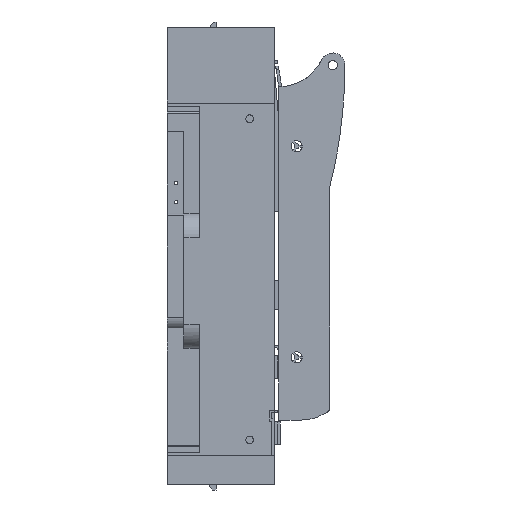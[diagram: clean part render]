
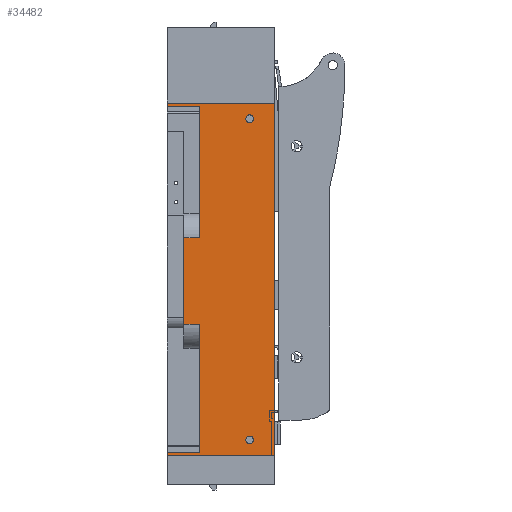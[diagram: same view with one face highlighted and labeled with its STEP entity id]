
A CAD part, left-side view. The second image highlights one B-rep face of the part: STEP entity #34482.
In plain terms, the highlighted planar face has unit normal (-1, 0, 0).
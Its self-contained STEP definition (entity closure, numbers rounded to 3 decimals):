
#33015=AXIS2_PLACEMENT_3D('Circle Axis2P3D',#33013,#33014,$) ;
#33057=AXIS2_PLACEMENT_3D('Circle Axis2P3D',#33055,#33056,$) ;
#33090=AXIS2_PLACEMENT_3D('Circle Axis2P3D',#33088,#33089,$) ;
#33132=AXIS2_PLACEMENT_3D('Circle Axis2P3D',#33130,#33131,$) ;
#34458=AXIS2_PLACEMENT_3D('Plane Axis2P3D',#34455,#34456,#34457) ;
#28810=CARTESIAN_POINT('Vertex',(-34.5,-21.,14.75)) ;
#28813=CARTESIAN_POINT('Line Origine',(-34.5,-21.,57.625)) ;
#28817=CARTESIAN_POINT('Vertex',(-34.5,-21.,100.5)) ;
#29194=CARTESIAN_POINT('Vertex',(-34.5,-21.,-125.5)) ;
#29197=CARTESIAN_POINT('Line Origine',(-34.5,-21.,-83.625)) ;
#29201=CARTESIAN_POINT('Vertex',(-34.5,-21.,-41.75)) ;
#29459=CARTESIAN_POINT('Vertex',(-34.5,-70.,102.5)) ;
#29462=CARTESIAN_POINT('Line Origine',(-34.5,-70.,-12.5)) ;
#29466=CARTESIAN_POINT('Vertex',(-34.5,-70.,-127.5)) ;
#30133=CARTESIAN_POINT('Vertex',(-34.5,0.,-125.5)) ;
#30136=CARTESIAN_POINT('Line Origine',(-34.5,-10.5,-125.5)) ;
#30627=CARTESIAN_POINT('Line Origine',(-34.5,-10.5,100.5)) ;
#30631=CARTESIAN_POINT('Vertex',(-34.5,0.,100.5)) ;
#32180=CARTESIAN_POINT('Vertex',(-34.5,-11.,14.75)) ;
#32183=CARTESIAN_POINT('Line Origine',(-34.5,-16.,14.75)) ;
#32513=CARTESIAN_POINT('Line Origine',(-34.5,-16.,-41.75)) ;
#32517=CARTESIAN_POINT('Vertex',(-34.5,-11.,-41.75)) ;
#32983=CARTESIAN_POINT('Line Origine',(-34.5,-11.,-13.5)) ;
#33010=CARTESIAN_POINT('Vertex',(-34.5,-56.5,92.5)) ;
#33013=CARTESIAN_POINT('Axis2P3D Location',(-34.5,-54.,92.5)) ;
#33017=CARTESIAN_POINT('Vertex',(-34.5,-51.5,92.5)) ;
#33055=CARTESIAN_POINT('Axis2P3D Location',(-34.5,-54.,92.5)) ;
#33085=CARTESIAN_POINT('Vertex',(-34.5,-51.5,-117.5)) ;
#33088=CARTESIAN_POINT('Axis2P3D Location',(-34.5,-54.,-117.5)) ;
#33092=CARTESIAN_POINT('Vertex',(-34.5,-56.5,-117.5)) ;
#33130=CARTESIAN_POINT('Axis2P3D Location',(-34.5,-54.,-117.5)) ;
#34051=CARTESIAN_POINT('Vertex',(-34.5,0.,-127.5)) ;
#34054=CARTESIAN_POINT('Line Origine',(-34.5,0.,-126.5)) ;
#34059=CARTESIAN_POINT('Line Origine',(-34.5,0.,101.5)) ;
#34063=CARTESIAN_POINT('Vertex',(-34.5,0.,102.5)) ;
#34398=CARTESIAN_POINT('Line Origine',(-34.5,-35.,-127.5)) ;
#34429=CARTESIAN_POINT('Line Origine',(-34.5,-35.,102.5)) ;
#34455=CARTESIAN_POINT('Axis2P3D Location',(-34.5,0.,-12.5)) ;
#28814=DIRECTION('Vector Direction',(0.,0.,-1.)) ;
#29198=DIRECTION('Vector Direction',(0.,0.,-1.)) ;
#29463=DIRECTION('Vector Direction',(0.,0.,1.)) ;
#30137=DIRECTION('Vector Direction',(0.,1.,0.)) ;
#30628=DIRECTION('Vector Direction',(0.,-1.,0.)) ;
#32184=DIRECTION('Vector Direction',(0.,1.,0.)) ;
#32514=DIRECTION('Vector Direction',(0.,-1.,0.)) ;
#32984=DIRECTION('Vector Direction',(0.,0.,1.)) ;
#33014=DIRECTION('Axis2P3D Direction',(-1.,0.,0.)) ;
#33056=DIRECTION('Axis2P3D Direction',(-1.,0.,0.)) ;
#33089=DIRECTION('Axis2P3D Direction',(-1.,0.,0.)) ;
#33131=DIRECTION('Axis2P3D Direction',(-1.,0.,0.)) ;
#34055=DIRECTION('Vector Direction',(0.,0.,-1.)) ;
#34060=DIRECTION('Vector Direction',(0.,0.,-1.)) ;
#34399=DIRECTION('Vector Direction',(0.,-1.,0.)) ;
#34430=DIRECTION('Vector Direction',(0.,1.,0.)) ;
#34456=DIRECTION('Axis2P3D Direction',(-1.,0.,0.)) ;
#34457=DIRECTION('Axis2P3D XDirection',(0.,-1.,0.)) ;
#28815=VECTOR('Line Direction',#28814,1.) ;
#29199=VECTOR('Line Direction',#29198,1.) ;
#29464=VECTOR('Line Direction',#29463,1.) ;
#30138=VECTOR('Line Direction',#30137,1.) ;
#30629=VECTOR('Line Direction',#30628,1.) ;
#32185=VECTOR('Line Direction',#32184,1.) ;
#32515=VECTOR('Line Direction',#32514,1.) ;
#32985=VECTOR('Line Direction',#32984,1.) ;
#34056=VECTOR('Line Direction',#34055,1.) ;
#34061=VECTOR('Line Direction',#34060,1.) ;
#34400=VECTOR('Line Direction',#34399,1.) ;
#34431=VECTOR('Line Direction',#34430,1.) ;
#34461=ORIENTED_EDGE('',*,*,#34065,.T.) ;
#34462=ORIENTED_EDGE('',*,*,#30633,.T.) ;
#34463=ORIENTED_EDGE('',*,*,#28819,.T.) ;
#34464=ORIENTED_EDGE('',*,*,#32187,.T.) ;
#34465=ORIENTED_EDGE('',*,*,#32987,.F.) ;
#34466=ORIENTED_EDGE('',*,*,#32519,.T.) ;
#34467=ORIENTED_EDGE('',*,*,#29203,.T.) ;
#34468=ORIENTED_EDGE('',*,*,#30140,.T.) ;
#34469=ORIENTED_EDGE('',*,*,#34058,.T.) ;
#34470=ORIENTED_EDGE('',*,*,#34402,.T.) ;
#34471=ORIENTED_EDGE('',*,*,#29468,.T.) ;
#34472=ORIENTED_EDGE('',*,*,#34433,.T.) ;
#34475=ORIENTED_EDGE('',*,*,#33019,.T.) ;
#34476=ORIENTED_EDGE('',*,*,#33059,.F.) ;
#34479=ORIENTED_EDGE('',*,*,#33094,.T.) ;
#34480=ORIENTED_EDGE('',*,*,#33134,.F.) ;
#34477=FACE_BOUND('',#34474,.T.) ;
#34481=FACE_BOUND('',#34478,.T.) ;
#34482=ADVANCED_FACE('T0662_KETO-1-1_34220_L02-Gehaeuse-Gr.1',(#34473,#34477,#34481),#34459,.T.) ;
#33016=CIRCLE('generated circle',#33015,2.5) ;
#33058=CIRCLE('generated circle',#33057,2.5) ;
#33091=CIRCLE('generated circle',#33090,2.5) ;
#33133=CIRCLE('generated circle',#33132,2.5) ;
#28819=EDGE_CURVE('',#28818,#28811,#28816,.T.) ;
#29203=EDGE_CURVE('',#29202,#29195,#29200,.T.) ;
#29468=EDGE_CURVE('',#29467,#29460,#29465,.T.) ;
#30140=EDGE_CURVE('',#29195,#30134,#30139,.T.) ;
#30633=EDGE_CURVE('',#30632,#28818,#30630,.T.) ;
#32187=EDGE_CURVE('',#28811,#32181,#32186,.T.) ;
#32519=EDGE_CURVE('',#32518,#29202,#32516,.T.) ;
#32987=EDGE_CURVE('',#32518,#32181,#32986,.T.) ;
#33019=EDGE_CURVE('',#33018,#33011,#33016,.F.) ;
#33059=EDGE_CURVE('',#33018,#33011,#33058,.T.) ;
#33094=EDGE_CURVE('',#33093,#33086,#33091,.F.) ;
#33134=EDGE_CURVE('',#33093,#33086,#33133,.T.) ;
#34058=EDGE_CURVE('',#30134,#34052,#34057,.T.) ;
#34065=EDGE_CURVE('',#34064,#30632,#34062,.T.) ;
#34402=EDGE_CURVE('',#34052,#29467,#34401,.T.) ;
#34433=EDGE_CURVE('',#29460,#34064,#34432,.T.) ;
#34460=EDGE_LOOP('',(#34461,#34462,#34463,#34464,#34465,#34466,#34467,#34468,#34469,#34470,#34471,#34472)) ;
#34474=EDGE_LOOP('',(#34475,#34476)) ;
#34478=EDGE_LOOP('',(#34479,#34480)) ;
#34473=FACE_OUTER_BOUND('',#34460,.T.) ;
#28816=LINE('Line',#28813,#28815) ;
#29200=LINE('Line',#29197,#29199) ;
#29465=LINE('Line',#29462,#29464) ;
#30139=LINE('Line',#30136,#30138) ;
#30630=LINE('Line',#30627,#30629) ;
#32186=LINE('Line',#32183,#32185) ;
#32516=LINE('Line',#32513,#32515) ;
#32986=LINE('Line',#32983,#32985) ;
#34057=LINE('Line',#34054,#34056) ;
#34062=LINE('Line',#34059,#34061) ;
#34401=LINE('Line',#34398,#34400) ;
#34432=LINE('Line',#34429,#34431) ;
#34459=PLANE('Plane',#34458) ;
#28811=VERTEX_POINT('',#28810) ;
#28818=VERTEX_POINT('',#28817) ;
#29195=VERTEX_POINT('',#29194) ;
#29202=VERTEX_POINT('',#29201) ;
#29460=VERTEX_POINT('',#29459) ;
#29467=VERTEX_POINT('',#29466) ;
#30134=VERTEX_POINT('',#30133) ;
#30632=VERTEX_POINT('',#30631) ;
#32181=VERTEX_POINT('',#32180) ;
#32518=VERTEX_POINT('',#32517) ;
#33011=VERTEX_POINT('',#33010) ;
#33018=VERTEX_POINT('',#33017) ;
#33086=VERTEX_POINT('',#33085) ;
#33093=VERTEX_POINT('',#33092) ;
#34052=VERTEX_POINT('',#34051) ;
#34064=VERTEX_POINT('',#34063) ;
